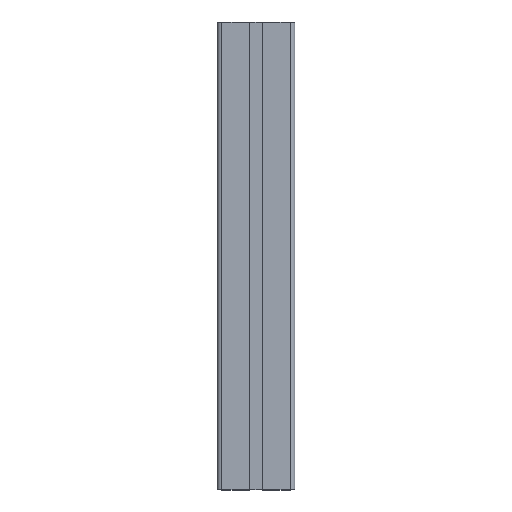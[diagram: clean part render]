
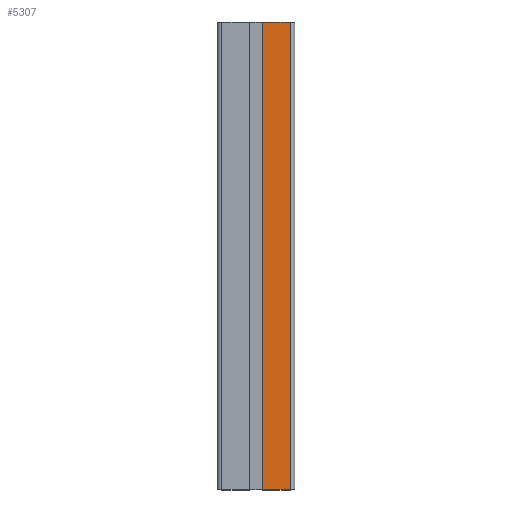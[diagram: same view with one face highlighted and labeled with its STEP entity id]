
A CAD part, top view. The second image highlights one B-rep face of the part: STEP entity #5307.
In plain terms, the highlighted face is planar.
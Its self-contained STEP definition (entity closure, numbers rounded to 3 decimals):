
#110 = PLANE ( 'NONE',  #6451 ) ;
#114 = DIRECTION ( 'NONE',  ( 0., 0., 1. ) ) ;
#119 = FACE_OUTER_BOUND ( 'NONE', #4588, .T. ) ;
#130 = CARTESIAN_POINT ( 'NONE',  ( -4.1, 25., -300. ) ) ;
#131 = DIRECTION ( 'NONE',  ( 0., 1., 0. ) ) ;
#1165 = DIRECTION ( 'NONE',  ( 0., 0., 1. ) ) ;
#1184 = LINE ( 'NONE', #1185, #2807 ) ;
#1185 = CARTESIAN_POINT ( 'NONE',  ( -4.1, 25., -300. ) ) ;
#1242 = LINE ( 'NONE', #1246, #2812 ) ;
#1246 = CARTESIAN_POINT ( 'NONE',  ( -22., 25., -300. ) ) ;
#1252 = DIRECTION ( 'NONE',  ( 0., 0., 1. ) ) ;
#1421 = CARTESIAN_POINT ( 'NONE',  ( -4.1, 25., 0. ) ) ;
#1430 = LINE ( 'NONE', #1421, #3175 ) ;
#1436 = DIRECTION ( 'NONE',  ( -1., 0., 0. ) ) ;
#1442 = LINE ( 'NONE', #1453, #3170 ) ;
#1445 = DIRECTION ( 'NONE',  ( -1., 0., 0. ) ) ;
#1453 = CARTESIAN_POINT ( 'NONE',  ( -4.1, 25., -300. ) ) ;
#1950 = CARTESIAN_POINT ( 'NONE',  ( -4.1, 25., 0. ) ) ;
#1953 = CARTESIAN_POINT ( 'NONE',  ( -4.1, 25., -300. ) ) ;
#1997 = CARTESIAN_POINT ( 'NONE',  ( -22., 25., -300. ) ) ;
#2005 = CARTESIAN_POINT ( 'NONE',  ( -22., 25., 0. ) ) ;
#2293 = EDGE_CURVE ( 'NONE', #3912, #3904, #1184, .T. ) ;
#2312 = EDGE_CURVE ( 'NONE', #3902, #3919, #1242, .T. ) ;
#2370 = EDGE_CURVE ( 'NONE', #3904, #3919, #1430, .T. ) ;
#2373 = EDGE_CURVE ( 'NONE', #3912, #3902, #1442, .T. ) ;
#2807 = VECTOR ( 'NONE', #1165, 1000. ) ;
#2812 = VECTOR ( 'NONE', #1252, 1000. ) ;
#3170 = VECTOR ( 'NONE', #1445, 1000. ) ;
#3175 = VECTOR ( 'NONE', #1436, 1000. ) ;
#3256 = ORIENTED_EDGE ( 'NONE', *, *, #2293, .F. ) ;
#3258 = ORIENTED_EDGE ( 'NONE', *, *, #2312, .T. ) ;
#3292 = ORIENTED_EDGE ( 'NONE', *, *, #2373, .T. ) ;
#3320 = ORIENTED_EDGE ( 'NONE', *, *, #2370, .F. ) ;
#3902 = VERTEX_POINT ( 'NONE', #1997 ) ;
#3904 = VERTEX_POINT ( 'NONE', #1950 ) ;
#3912 = VERTEX_POINT ( 'NONE', #1953 ) ;
#3919 = VERTEX_POINT ( 'NONE', #2005 ) ;
#4588 = EDGE_LOOP ( 'NONE', ( #3320, #3256, #3292, #3258 ) ) ;
#5307 = ADVANCED_FACE ( 'PLANAR_11', ( #119 ), #110, .T. ) ;
#6451 = AXIS2_PLACEMENT_3D ( 'NONE', #130, #131, #114 ) ;
